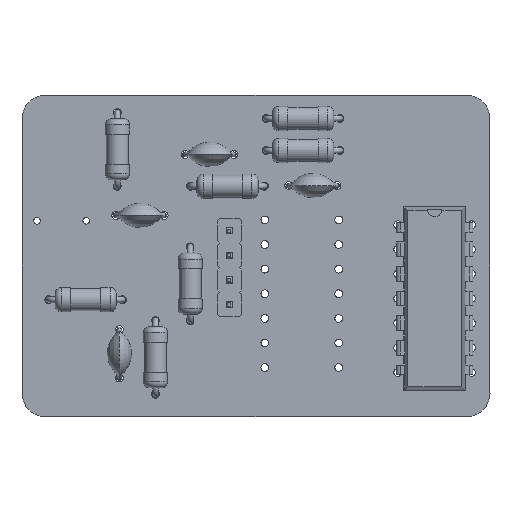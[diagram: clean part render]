
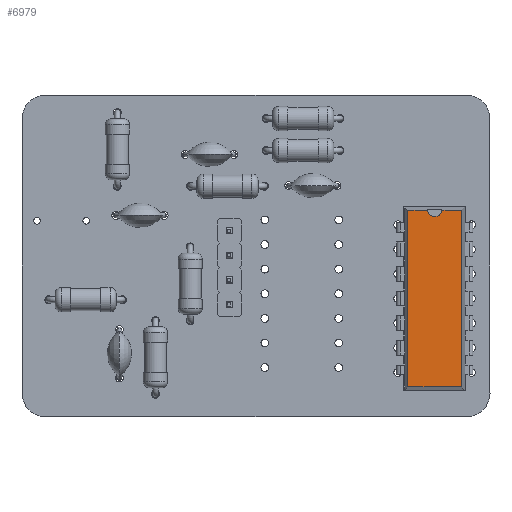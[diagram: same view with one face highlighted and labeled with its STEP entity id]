
A CAD part, top view. The second image highlights one B-rep face of the part: STEP entity #6979.
In plain terms, the highlighted planar face has unit normal (0, 0, 1).
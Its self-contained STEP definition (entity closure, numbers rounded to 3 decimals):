
#3846 = VERTEX_POINT('',#3847);
#3847 = CARTESIAN_POINT('',(6.586,1.506,3.68));
#3852 = EDGE_CURVE('',#3853,#3846,#3855,.T.);
#3853 = VERTEX_POINT('',#3854);
#3854 = CARTESIAN_POINT('',(6.586,-16.746,3.68));
#3855 = LINE('',#3856,#3857);
#3856 = CARTESIAN_POINT('',(6.586,-16.746,3.68));
#3857 = VECTOR('',#3858,1.);
#3858 = DIRECTION('',(0.,1.,0.));
#5212 = VERTEX_POINT('',#5213);
#5213 = CARTESIAN_POINT('',(1.034,1.506,3.68));
#5218 = EDGE_CURVE('',#5219,#5212,#5221,.T.);
#5219 = VERTEX_POINT('',#5220);
#5220 = CARTESIAN_POINT('',(3.064,1.506,3.68));
#5221 = LINE('',#5222,#5223);
#5222 = CARTESIAN_POINT('',(6.586,1.506,3.68));
#5223 = VECTOR('',#5224,1.);
#5224 = DIRECTION('',(-1.,0.,0.));
#5439 = VERTEX_POINT('',#5440);
#5440 = CARTESIAN_POINT('',(4.556,1.506,3.68));
#5544 = EDGE_CURVE('',#3846,#5439,#5545,.T.);
#5545 = LINE('',#5546,#5547);
#5546 = CARTESIAN_POINT('',(6.586,1.506,3.68));
#5547 = VECTOR('',#5548,1.);
#5548 = DIRECTION('',(-1.,0.,0.));
#5609 = VERTEX_POINT('',#5610);
#5610 = CARTESIAN_POINT('',(1.034,-16.746,3.68));
#5615 = EDGE_CURVE('',#5212,#5609,#5616,.T.);
#5616 = LINE('',#5617,#5618);
#5617 = CARTESIAN_POINT('',(1.034,1.506,3.68));
#5618 = VECTOR('',#5619,1.);
#5619 = DIRECTION('',(0.,-1.,0.));
#6968 = EDGE_CURVE('',#5609,#3853,#6969,.T.);
#6969 = LINE('',#6970,#6971);
#6970 = CARTESIAN_POINT('',(1.034,-16.746,3.68));
#6971 = VECTOR('',#6972,1.);
#6972 = DIRECTION('',(1.,0.,0.));
#6979 = ADVANCED_FACE('',(#6980),#7003,.F.);
#6980 = FACE_BOUND('',#6981,.F.);
#6981 = EDGE_LOOP('',(#6982,#6983,#6984,#6985,#6986,#6995,#7002));
#6982 = ORIENTED_EDGE('',*,*,#3852,.F.);
#6983 = ORIENTED_EDGE('',*,*,#6968,.F.);
#6984 = ORIENTED_EDGE('',*,*,#5615,.F.);
#6985 = ORIENTED_EDGE('',*,*,#5218,.F.);
#6986 = ORIENTED_EDGE('',*,*,#6987,.F.);
#6987 = EDGE_CURVE('',#6988,#5219,#6990,.T.);
#6988 = VERTEX_POINT('',#6989);
#6989 = CARTESIAN_POINT('',(3.81,0.831,3.68));
#6990 = CIRCLE('',#6991,0.75);
#6991 = AXIS2_PLACEMENT_3D('',#6992,#6993,#6994);
#6992 = CARTESIAN_POINT('',(3.81,1.581,3.68));
#6993 = DIRECTION('',(0.,-0.,-1.));
#6994 = DIRECTION('',(0.,-1.,0.));
#6995 = ORIENTED_EDGE('',*,*,#6996,.F.);
#6996 = EDGE_CURVE('',#5439,#6988,#6997,.T.);
#6997 = CIRCLE('',#6998,0.75);
#6998 = AXIS2_PLACEMENT_3D('',#6999,#7000,#7001);
#6999 = CARTESIAN_POINT('',(3.81,1.581,3.68));
#7000 = DIRECTION('',(0.,-0.,-1.));
#7001 = DIRECTION('',(0.,-1.,0.));
#7002 = ORIENTED_EDGE('',*,*,#5544,.F.);
#7003 = PLANE('',#7004);
#7004 = AXIS2_PLACEMENT_3D('',#7005,#7006,#7007);
#7005 = CARTESIAN_POINT('',(6.586,-16.746,3.68));
#7006 = DIRECTION('',(-0.,0.,-1.));
#7007 = DIRECTION('',(-0.291,0.957,0.));
